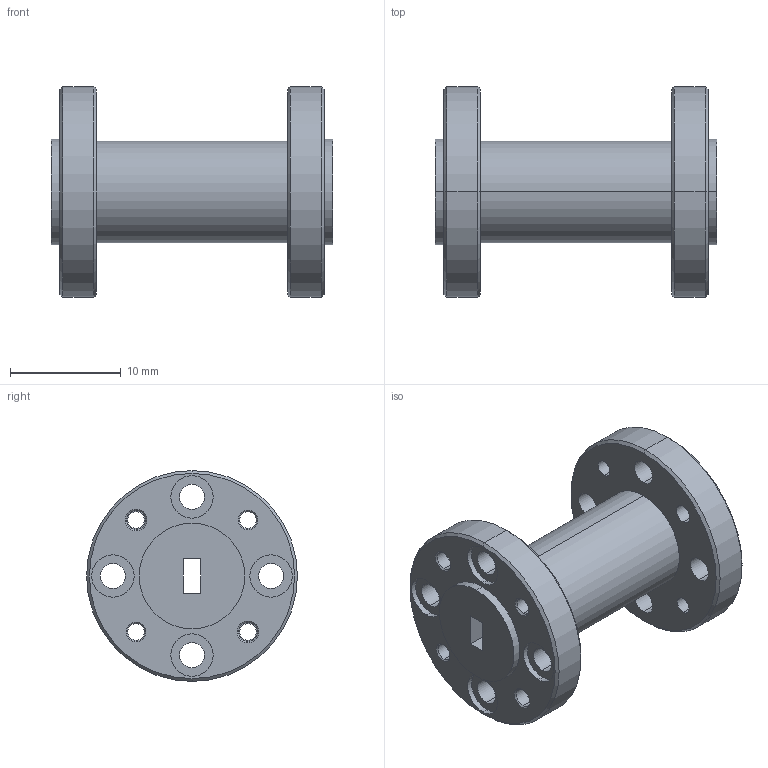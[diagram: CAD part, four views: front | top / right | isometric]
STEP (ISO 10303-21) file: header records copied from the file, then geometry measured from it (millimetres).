
FILE_DESCRIPTION (( 'STEP AP203' ), '1' );
FILE_NAME ('SWT-1512-LB.STEP', '2017-01-24T22:38:26', ( '' ), ( '' ), 'SwSTEP 2.0', 'SolidWorks 2013', '' );
FILE_SCHEMA (( 'CONFIG_CONTROL_DESIGN' ));
Length unit declared in the file: inch
Products named in the file (1): SWT-1512-LB
Bounding box: 25.4 x 19.05 x 19.05 mm (x, y, z)
Volume: 2777 mm3; surface area: 2400.6 mm2
Topology: 1 solids, 1 shells, 100 faces, 234 edges, 148 vertices
Faces by surface type: cylinder 58, cone 24, plane 18
Entity records: 3053 total; most frequent: DIRECTION 576, CARTESIAN_POINT 483, ORIENTED_EDGE 468, AXIS2_PLACEMENT_3D 241, EDGE_CURVE 234, VERTEX_POINT 148, EDGE_LOOP 146, CIRCLE 140
